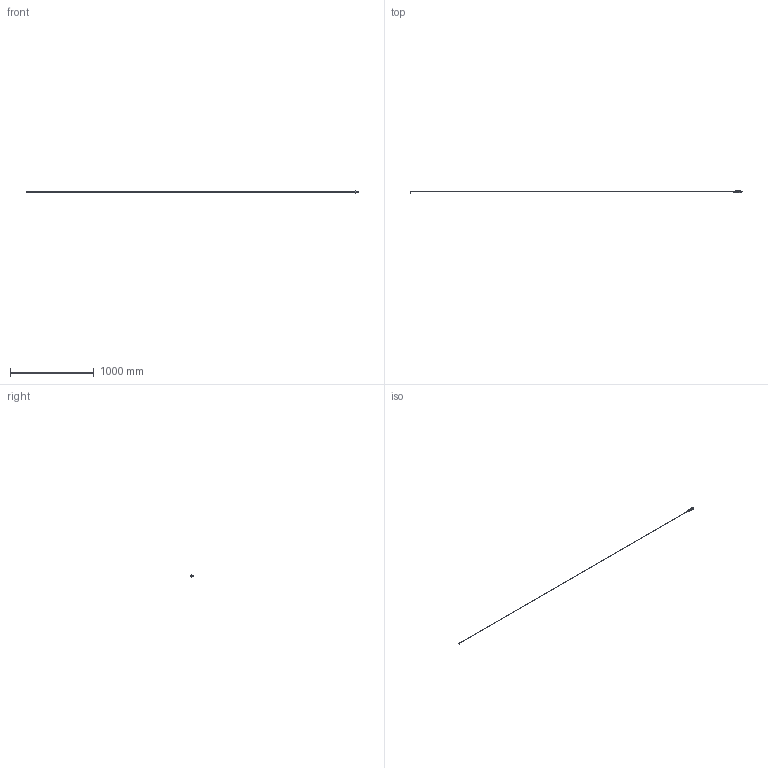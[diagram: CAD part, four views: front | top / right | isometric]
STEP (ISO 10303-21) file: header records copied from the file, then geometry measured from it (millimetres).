
FILE_DESCRIPTION (( 'STEP AP214' ), '1' );
FILE_NAME ('BK-6048.STEP', '2020-02-11T11:26:48', ( '' ), ( '' ), 'SwSTEP 2.0', 'SolidWorks 2017', '' );
FILE_SCHEMA (( 'AUTOMOTIVE_DESIGN' ));
Length unit declared in the file: millimetre
Products named in the file (1): BK-6048
Bounding box: 3962.4 x 27.23 x 24.07 mm (x, y, z)
Volume: 49093.2 mm3; surface area: 51396.9 mm2
Topology: 10 solids, 10 shells, 375 faces, 954 edges, 618 vertices
Faces by surface type: plane 221, cylinder 98, sphere 32, torus 16, cone 8
Entity records: 11602 total; most frequent: CARTESIAN_POINT 2595, DIRECTION 1888, ORIENTED_EDGE 1812, EDGE_CURVE 906, AXIS2_PLACEMENT_3D 727, VERTEX_POINT 594, LINE 434, VECTOR 434
